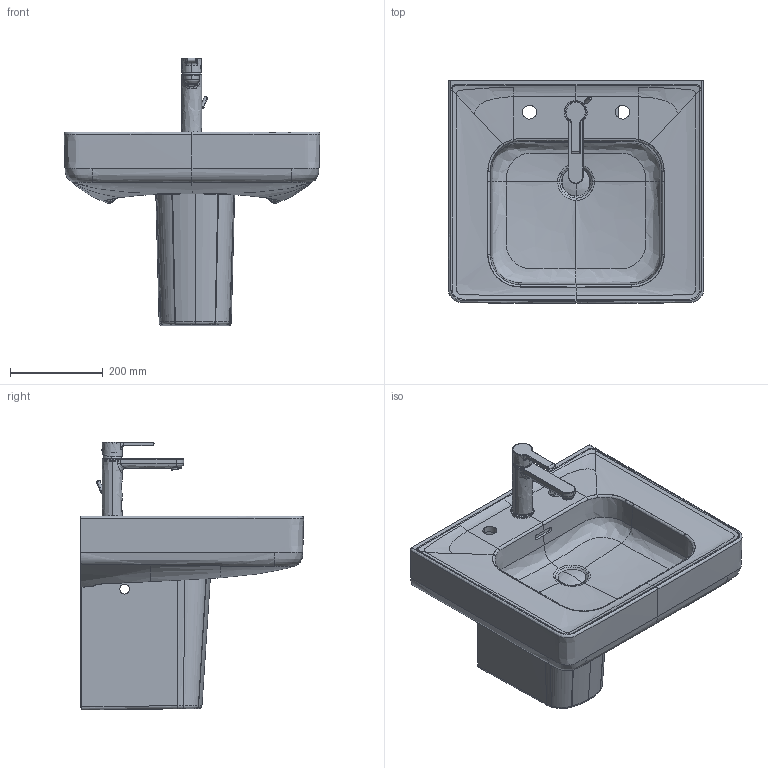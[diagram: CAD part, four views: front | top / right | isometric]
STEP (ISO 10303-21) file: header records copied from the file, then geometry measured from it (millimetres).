
FILE_DESCRIPTION(/* description */ (''),/* implementation_level */ '2;1');
FILE_NAME(/* name */ '237655',/* time_stamp */ '2022-07-19T10:42:07+02:00',/* author */ (''),/* organization */ (''),/* preprocessor_version */ 'ST-DEVELOPER v15',/* originating_system */ '',/* authorisation */ '');
FILE_SCHEMA (('AUTOMOTIVE_DESIGN'));
Length unit declared in the file: millimetre
Products named in the file (1): Document
Bounding box: 549.86 x 480.25 x 576.67 mm (x, y, z)
Volume: 20663086.4 mm3; surface area: 1453064.8 mm2
Topology: 12 solids, 14 shells, 783 faces, 1911 edges, 1152 vertices
Faces by surface type: bspline 653, plane 130
Entity records: 97076 total; most frequent: CARTESIAN_POINT 86044, ORIENTED_EDGE 3792, EDGE_CURVE 1899, VERTEX_POINT 1152, B_SPLINE_CURVE_WITH_KNOTS 1039, EDGE_LOOP 844, ADVANCED_FACE 783, FACE_OUTER_BOUND 783
